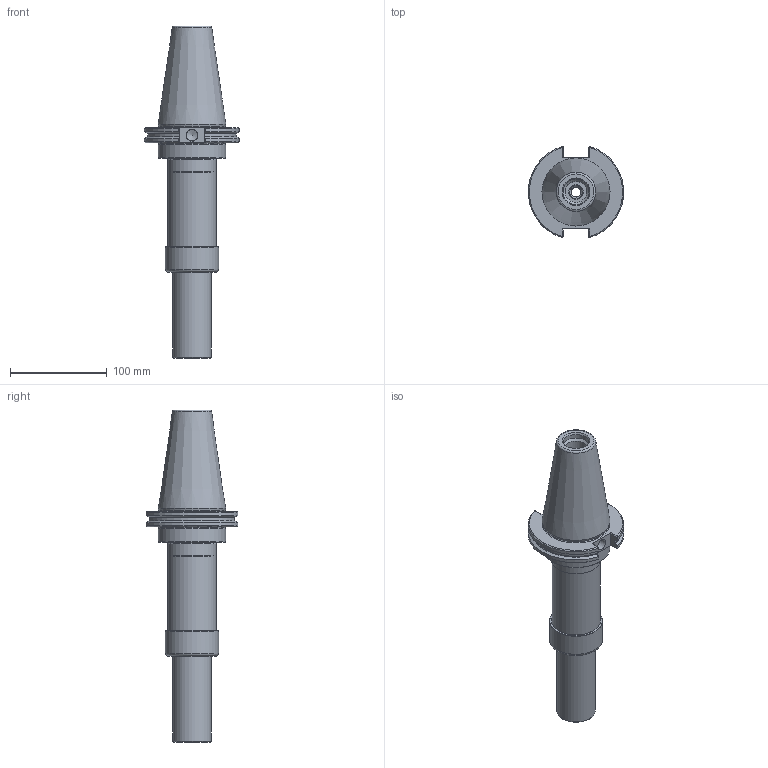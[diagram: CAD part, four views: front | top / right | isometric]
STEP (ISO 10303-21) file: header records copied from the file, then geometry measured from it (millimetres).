
FILE_DESCRIPTION(/* description */ (''),/* implementation_level */ '2;1');
FILE_NAME(/* name */ '885316081.stp',/* time_stamp */ '2021-07-27T14:39:01',/* author */ ('LRA'),/* organization */ ('REGO-FIX'),/* preprocessor_version */ ' Unknown',/* originating_system */ 'SIEMENS PLM Software Solid Edge ST10',/* authorization */ 'Unknown');
FILE_SCHEMA (('AUTOMOTIVE_DESIGN { 1 0 10303 214 2 1 1}'));
Length unit declared in the file: millimetre
Products named in the file (1): NOCUT
Bounding box: 98.08 x 94.39 x 342.6 mm (x, y, z)
Volume: 655858.6 mm3; surface area: 101310.4 mm2
Topology: 1 solids, 3 shells, 149 faces, 359 edges, 224 vertices
Faces by surface type: plane 41, cylinder 40, cone 38, torus 22, bspline 8
Full cylindrical faces by diameter (mm): 10.1 x1, 10.106 x1, 11.7 x1, 13 x1, 21.963 x1, 23.5 x1, 26.4 x1, 30.5 x1, 31.6 x1, 33 x1, 40 x1, 40.2 x1, 42 x1, 45 x1, 48.376 x2, 50 x1, 50.05 x1, 50.5 x1, 51.3 x1, 54.8 x1, 69.85 x1
Entity records: 5030 total; most frequent: CARTESIAN_POINT 873, DIRECTION 659, ORIENTED_EDGE 540, AXIS2_PLACEMENT_3D 293, EDGE_CURVE 270, FACE_BOUND 234, EDGE_LOOP 233, VERTEX_POINT 206
